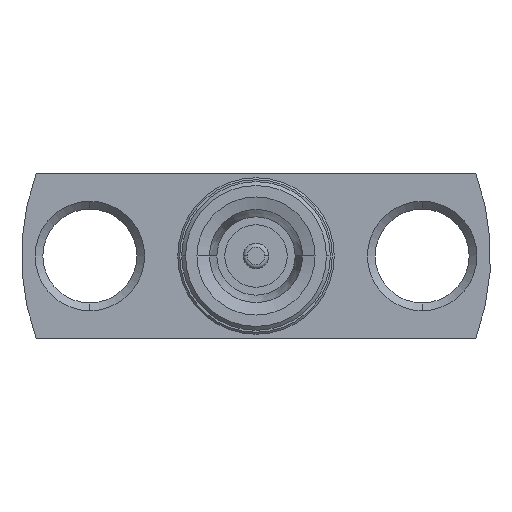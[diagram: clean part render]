
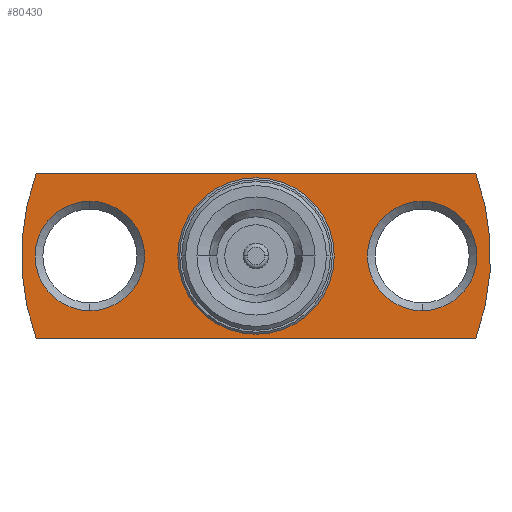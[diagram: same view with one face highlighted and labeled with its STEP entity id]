
A CAD part, front view. The second image highlights one B-rep face of the part: STEP entity #80430.
In plain terms, the highlighted face is planar.
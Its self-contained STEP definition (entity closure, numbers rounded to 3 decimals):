
#79570=CARTESIAN_POINT('',(-7.533,13.679,-2.35));
#79580=DIRECTION('',(0.,0.,-1.));
#79590=DIRECTION('',(0.,1.,0.));
#79600=AXIS2_PLACEMENT_3D('',#79570,#79580,#79590);
#79610=PLANE('',#79600);
#79620=CARTESIAN_POINT('',(-6.515,27.137,-2.35));
#79630=DIRECTION('',(0.,0.,-1.));
#79640=DIRECTION('',(0.,1.,0.));
#79650=AXIS2_PLACEMENT_3D('',#79620,#79630,#79640);
#79660=CIRCLE('',#79650,1.4);
#79670=CARTESIAN_POINT('',(-6.515,28.537,-2.35));
#79680=VERTEX_POINT('',#79670);
#79690=CARTESIAN_POINT('',(-6.515,25.737,-2.35));
#79700=VERTEX_POINT('',#79690);
#79710=EDGE_CURVE('',#79680,#79700,#79660,.T.);
#79720=ORIENTED_EDGE('',*,*,#79710,.F.);
#79730=EDGE_CURVE('',#79700,#79680,#79660,.T.);
#79740=ORIENTED_EDGE('',*,*,#79730,.F.);
#79750=EDGE_LOOP('',(#79740,#79720));
#79760=FACE_BOUND('',#79750,.T.);
#79770=CARTESIAN_POINT('',(-2.265,27.137,-2.35));
#79780=DIRECTION('',(0.,0.,-1.));
#79790=DIRECTION('',(0.,1.,0.));
#79800=AXIS2_PLACEMENT_3D('',#79770,#79780,#79790);
#79810=CIRCLE('',#79800,6.);
#79820=CARTESIAN_POINT('',(3.356,29.237,-2.35));
#79830=VERTEX_POINT('',#79820);
#79840=CARTESIAN_POINT('',(3.356,25.037,-2.35));
#79850=VERTEX_POINT('',#79840);
#79860=EDGE_CURVE('',#79830,#79850,#79810,.T.);
#79870=ORIENTED_EDGE('',*,*,#79860,.T.);
#79880=CARTESIAN_POINT('',(-7.885,29.237,-2.35));
#79890=DIRECTION('',(1.,0.,0.));
#79900=VECTOR('',#79890,1.);
#79910=LINE('',#79880,#79900);
#79920=CARTESIAN_POINT('',(-7.885,29.237,-2.35));
#79930=VERTEX_POINT('',#79920);
#79940=EDGE_CURVE('',#79930,#79830,#79910,.T.);
#79950=ORIENTED_EDGE('',*,*,#79940,.T.);
#79960=CARTESIAN_POINT('',(-2.265,27.137,-2.35));
#79970=DIRECTION('',(0.,0.,-1.));
#79980=DIRECTION('',(0.,1.,0.));
#79990=AXIS2_PLACEMENT_3D('',#79960,#79970,#79980);
#80000=CIRCLE('',#79990,6.);
#80010=CARTESIAN_POINT('',(-7.885,25.037,-2.35));
#80020=VERTEX_POINT('',#80010);
#80030=EDGE_CURVE('',#80020,#79930,#80000,.T.);
#80040=ORIENTED_EDGE('',*,*,#80030,.T.);
#80050=CARTESIAN_POINT('',(3.356,25.037,-2.35));
#80060=DIRECTION('',(-1.,0.,0.));
#80070=VECTOR('',#80060,1.);
#80080=LINE('',#80050,#80070);
#80090=EDGE_CURVE('',#79850,#80020,#80080,.T.);
#80100=ORIENTED_EDGE('',*,*,#80090,.T.);
#80110=EDGE_LOOP('',(#80100,#80040,#79950,#79870));
#80120=FACE_OUTER_BOUND('',#80110,.T.);
#80130=CARTESIAN_POINT('',(1.985,27.137,-2.35));
#80140=DIRECTION('',(0.,0.,-1.));
#80150=DIRECTION('',(0.,1.,0.));
#80160=AXIS2_PLACEMENT_3D('',#80130,#80140,#80150);
#80170=CIRCLE('',#80160,1.4);
#80180=CARTESIAN_POINT('',(1.985,28.537,-2.35));
#80190=VERTEX_POINT('',#80180);
#80200=CARTESIAN_POINT('',(1.985,25.737,-2.35));
#80210=VERTEX_POINT('',#80200);
#80220=EDGE_CURVE('',#80190,#80210,#80170,.T.);
#80230=ORIENTED_EDGE('',*,*,#80220,.F.);
#80240=EDGE_CURVE('',#80210,#80190,#80170,.T.);
#80250=ORIENTED_EDGE('',*,*,#80240,.F.);
#80260=EDGE_LOOP('',(#80250,#80230));
#80270=FACE_BOUND('',#80260,.T.);
#80280=CARTESIAN_POINT('',(-2.265,27.137,-2.35));
#80290=DIRECTION('',(0.,0.,-1.));
#80300=DIRECTION('',(0.,1.,0.));
#80310=AXIS2_PLACEMENT_3D('',#80280,#80290,#80300);
#80320=CIRCLE('',#80310,2.);
#80330=CARTESIAN_POINT('',(-2.265,25.137,-2.35));
#80340=VERTEX_POINT('',#80330);
#80350=CARTESIAN_POINT('',(-2.265,29.137,-2.35));
#80360=VERTEX_POINT('',#80350);
#80370=EDGE_CURVE('',#80340,#80360,#80320,.T.);
#80380=ORIENTED_EDGE('',*,*,#80370,.F.);
#80390=EDGE_CURVE('',#80360,#80340,#80320,.T.);
#80400=ORIENTED_EDGE('',*,*,#80390,.F.);
#80410=EDGE_LOOP('',(#80400,#80380));
#80420=FACE_BOUND('',#80410,.T.);
#80430=ADVANCED_FACE('',(#79760,#80120,#80270,#80420),#79610,.T.);
